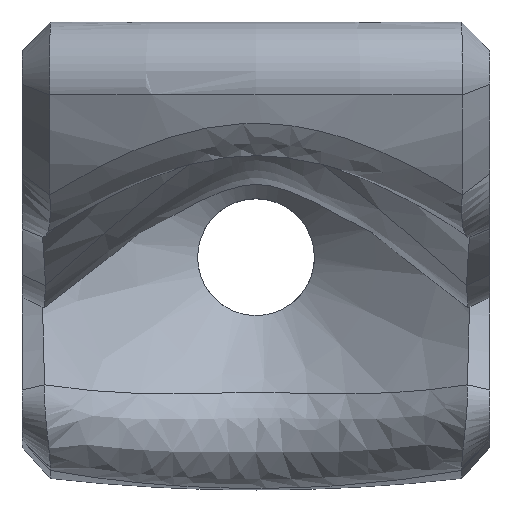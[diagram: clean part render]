
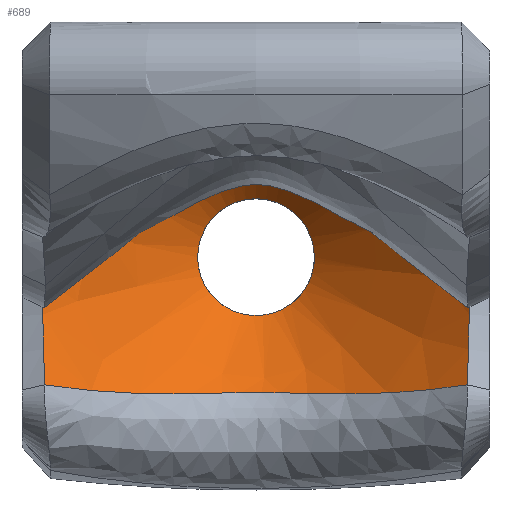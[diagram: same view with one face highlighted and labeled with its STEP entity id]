
A CAD part, top view. The second image highlights one B-rep face of the part: STEP entity #689.
In plain terms, the highlighted conical face has half-angle 45 degrees and reference radius 2.5 mm.
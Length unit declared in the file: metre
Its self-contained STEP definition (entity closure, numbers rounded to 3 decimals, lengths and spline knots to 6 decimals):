
#39=CONICAL_SURFACE('',#752,0.0025,0.785);
#47=CIRCLE('',#753,0.0025);
#131=ORIENTED_EDGE('',*,*,#347,.F.);
#132=ORIENTED_EDGE('',*,*,#348,.T.);
#133=ORIENTED_EDGE('',*,*,#349,.T.);
#134=ORIENTED_EDGE('',*,*,#350,.T.);
#135=ORIENTED_EDGE('',*,*,#351,.T.);
#136=ORIENTED_EDGE('',*,*,#352,.T.);
#347=EDGE_CURVE('',#455,#455,#47,.F.);
#348=EDGE_CURVE('',#456,#457,#510,.T.);
#349=EDGE_CURVE('',#457,#458,#511,.T.);
#350=EDGE_CURVE('',#458,#459,#512,.T.);
#351=EDGE_CURVE('',#459,#460,#513,.F.);
#352=EDGE_CURVE('',#460,#456,#514,.T.);
#455=VERTEX_POINT('',#1123);
#456=VERTEX_POINT('',#1136);
#457=VERTEX_POINT('',#1137);
#458=VERTEX_POINT('',#1142);
#459=VERTEX_POINT('',#1150);
#460=VERTEX_POINT('',#1158);
#510=B_SPLINE_CURVE_WITH_KNOTS('',3,(#1124,#1125,#1126,#1127,#1128,#1129,
#1130,#1131,#1132,#1133,#1134,#1135),.UNSPECIFIED.,.F.,.F.,(4,1,1,1,1,1,
1,1,1,4),(0.001226,0.003816,0.006407,0.008998,
0.011589,0.012884,0.014179,0.01677,
0.019361,0.021951),.UNSPECIFIED.);
#511=B_SPLINE_CURVE_WITH_KNOTS('',3,(#1138,#1139,#1140,#1141),
 .UNSPECIFIED.,.F.,.F.,(4,4),(0.,1.),.UNSPECIFIED.);
#512=B_SPLINE_CURVE_WITH_KNOTS('',3,(#1143,#1144,#1145,#1146,#1147,#1148,
#1149),.UNSPECIFIED.,.F.,.F.,(4,1,1,1,4),(0.00182,0.004897,
0.007974,0.011051,0.014127),
 .UNSPECIFIED.);
#513=B_SPLINE_CURVE_WITH_KNOTS('',3,(#1151,#1152,#1153,#1154,#1155,#1156,
#1157),.UNSPECIFIED.,.F.,.F.,(4,1,1,1,4),(0.00182,0.004897,
0.007974,0.011051,0.014128),
 .UNSPECIFIED.);
#514=B_SPLINE_CURVE_WITH_KNOTS('',3,(#1159,#1160,#1161,#1162),
 .UNSPECIFIED.,.F.,.F.,(4,4),(0.,1.),.UNSPECIFIED.);
#568=EDGE_LOOP('',(#131));
#569=EDGE_LOOP('',(#132,#133,#134,#135,#136));
#625=FACE_BOUND('',#568,.T.);
#626=FACE_BOUND('',#569,.T.);
#689=ADVANCED_FACE('',(#625,#626),#39,.F.);
#752=AXIS2_PLACEMENT_3D('',#1121,#797,#798);
#753=AXIS2_PLACEMENT_3D('',#1122,#799,#800);
#797=DIRECTION('',(0.,0.,1.));
#798=DIRECTION('',(1.,0.,0.));
#799=DIRECTION('',(0.,0.,-1.));
#800=DIRECTION('',(-1.,0.,0.));
#1121=CARTESIAN_POINT('',(0.,-0.01,0.0024));
#1122=CARTESIAN_POINT('',(0.,-0.01,0.0024));
#1123=CARTESIAN_POINT('',(-0.0025,-0.01,0.0024));
#1124=CARTESIAN_POINT('',(-0.009044,-0.015474,0.010472));
#1125=CARTESIAN_POINT('',(-0.008367,-0.01558,0.009947));
#1126=CARTESIAN_POINT('',(-0.006992,-0.015749,0.008912));
#1127=CARTESIAN_POINT('',(-0.004867,-0.015868,0.007464));
#1128=CARTESIAN_POINT('',(-0.002607,-0.015852,0.006184));
#1129=CARTESIAN_POINT('',(-0.000494,-0.015788,0.005588));
#1130=CARTESIAN_POINT('',(0.001271,-0.015811,0.005803));
#1131=CARTESIAN_POINT('',(0.002928,-0.015854,0.006373));
#1132=CARTESIAN_POINT('',(0.004825,-0.015869,0.007435));
#1133=CARTESIAN_POINT('',(0.006982,-0.01575,0.008905));
#1134=CARTESIAN_POINT('',(0.008362,-0.015581,0.009944));
#1135=CARTESIAN_POINT('',(0.009044,-0.015474,0.010472));
#1136=CARTESIAN_POINT('',(-0.009044,-0.015474,0.010472));
#1137=CARTESIAN_POINT('',(0.009044,-0.015474,0.010472));
#1138=CARTESIAN_POINT('',(0.009044,-0.015474,0.010472));
#1139=CARTESIAN_POINT('',(0.009087,-0.013918,0.009703));
#1140=CARTESIAN_POINT('',(0.009132,-0.012491,0.009245));
#1141=CARTESIAN_POINT('',(0.009147,-0.010976,0.009099));
#1142=CARTESIAN_POINT('',(0.009147,-0.010976,0.009099));
#1143=CARTESIAN_POINT('',(0.009147,-0.010976,0.009099));
#1144=CARTESIAN_POINT('',(0.008645,-0.010288,0.008527));
#1145=CARTESIAN_POINT('',(0.007566,-0.008926,0.007438));
#1146=CARTESIAN_POINT('',(0.00561,-0.006995,0.00608));
#1147=CARTESIAN_POINT('',(0.003068,-0.005387,0.005158));
#1148=CARTESIAN_POINT('',(0.001026,-0.004952,0.004948));
#1149=CARTESIAN_POINT('',(0.,-0.00495,0.00495));
#1150=CARTESIAN_POINT('',(0.,-0.00495,0.00495));
#1151=CARTESIAN_POINT('',(-0.009147,-0.010976,0.009099));
#1152=CARTESIAN_POINT('',(-0.008645,-0.010288,0.008527));
#1153=CARTESIAN_POINT('',(-0.007567,-0.008927,0.007438));
#1154=CARTESIAN_POINT('',(-0.005609,-0.006994,0.00608));
#1155=CARTESIAN_POINT('',(-0.003068,-0.005387,0.005158));
#1156=CARTESIAN_POINT('',(-0.001026,-0.004952,0.004948));
#1157=CARTESIAN_POINT('',(0.,-0.00495,0.00495));
#1158=CARTESIAN_POINT('',(-0.009147,-0.010976,0.009099));
#1159=CARTESIAN_POINT('',(-0.009147,-0.010976,0.009099));
#1160=CARTESIAN_POINT('',(-0.009132,-0.012491,0.009245));
#1161=CARTESIAN_POINT('',(-0.009087,-0.013918,0.009703));
#1162=CARTESIAN_POINT('',(-0.009044,-0.015474,0.010472));
